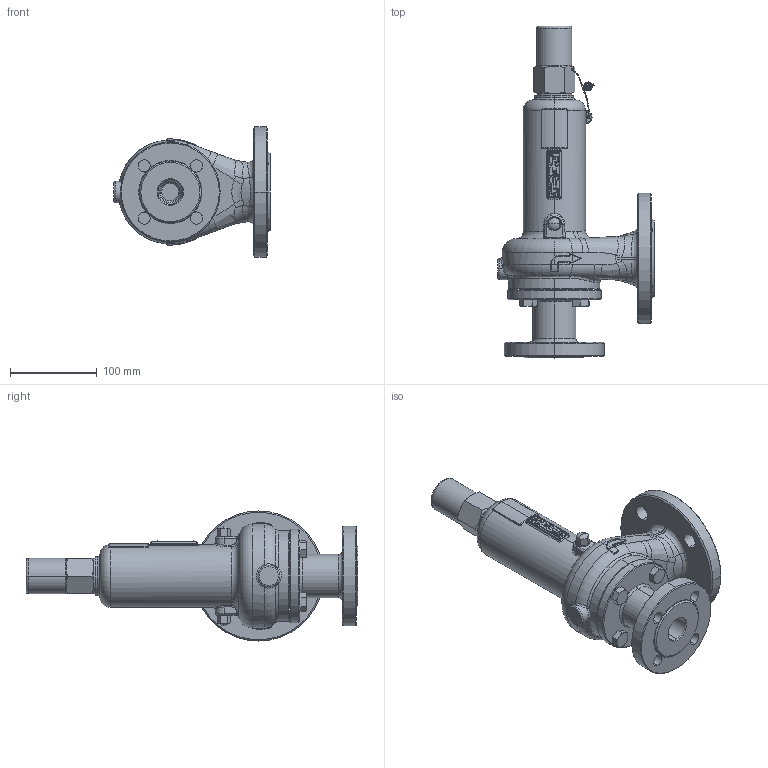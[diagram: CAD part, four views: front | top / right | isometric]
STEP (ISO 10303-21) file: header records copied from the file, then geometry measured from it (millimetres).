
FILE_DESCRIPTION (( 'STEP AP214' ), '1' );
FILE_NAME ('Typ 32 BG II-C_D025I-D040I.STEP', '2014-10-16T09:53:48', ( '' ), ( '' ), 'SwSTEP 2.0', 'SolidWorks 2012', '' );
FILE_SCHEMA (( 'AUTOMOTIVE_DESIGN' ));
Length unit declared in the file: millimetre
Products named in the file (1): Typ 32 BG II-C_D025I-D040I
Bounding box: 180 x 382.7 x 150 mm (x, y, z)
Volume: 1231044.1 mm3; surface area: 305455.2 mm2
Topology: 21 solids, 21 shells, 1894 faces, 4661 edges, 2893 vertices
Faces by surface type: plane 610, bspline 509, cylinder 393, torus 202, cone 164, sphere 16
Entity records: 107323 total; most frequent: CARTESIAN_POINT 44956, ORIENTED_EDGE 9274, DIRECTION 7511, EDGE_CURVE 4637, VERTEX_POINT 2893, AXIS2_PLACEMENT_3D 2801, EDGE_LOOP 2058, UNCERTAINTY_MEASURE_WITH_UNIT 1917
